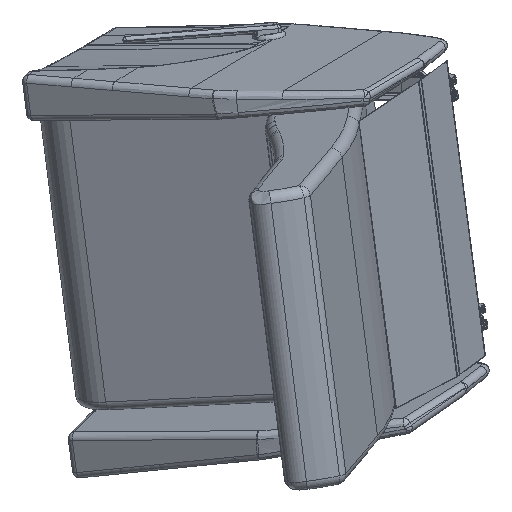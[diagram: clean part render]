
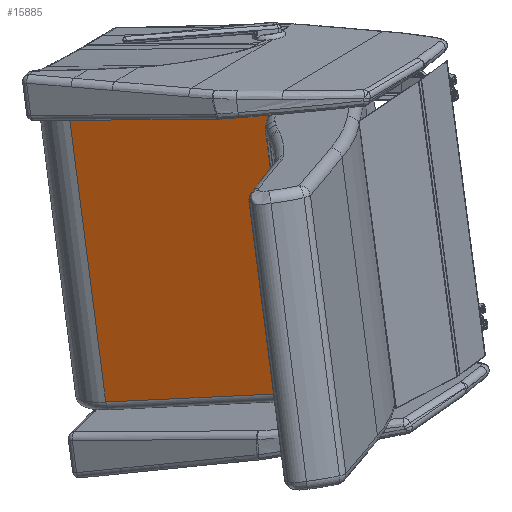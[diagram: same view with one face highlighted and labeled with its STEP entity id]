
A CAD part, isometric view. The second image highlights one B-rep face of the part: STEP entity #15885.
In plain terms, the highlighted face is planar.
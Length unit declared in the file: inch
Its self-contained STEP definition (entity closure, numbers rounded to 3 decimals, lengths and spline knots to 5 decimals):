
#836=PLANE('',#17219);
#1508=LINE('',#27080,#2738);
#1514=LINE('',#27099,#2744);
#1515=LINE('',#27101,#2745);
#1516=LINE('',#27102,#2746);
#2738=VECTOR('',#19201,0.3937);
#2744=VECTOR('',#19225,0.3937);
#2745=VECTOR('',#19226,0.3937);
#2746=VECTOR('',#19227,0.3937);
#4303=FACE_OUTER_BOUND('',#5241,.T.);
#5241=EDGE_LOOP('',(#11593,#11594,#11595,#11596));
#7265=VERTEX_POINT('',#27077);
#7266=VERTEX_POINT('',#27079);
#7270=VERTEX_POINT('',#27098);
#7271=VERTEX_POINT('',#27100);
#8892=EDGE_CURVE('',#7265,#7266,#1508,.T.);
#8902=EDGE_CURVE('',#7265,#7270,#1514,.T.);
#8903=EDGE_CURVE('',#7271,#7270,#1515,.T.);
#8904=EDGE_CURVE('',#7266,#7271,#1516,.T.);
#11593=ORIENTED_EDGE('',*,*,#8892,.F.);
#11594=ORIENTED_EDGE('',*,*,#8902,.T.);
#11595=ORIENTED_EDGE('',*,*,#8903,.F.);
#11596=ORIENTED_EDGE('',*,*,#8904,.F.);
#15885=ADVANCED_FACE('',(#4303),#836,.T.);
#17219=AXIS2_PLACEMENT_3D('',#27097,#19223,#19224);
#19201=DIRECTION('',(0.,-1.,0.));
#19223=DIRECTION('center_axis',(-1.,0.,0.));
#19224=DIRECTION('ref_axis',(0.,1.,0.));
#19225=DIRECTION('',(0.,0.,-1.));
#19226=DIRECTION('',(0.,1.,0.));
#19227=DIRECTION('',(0.,0.,-1.));
#27077=CARTESIAN_POINT('',(0.06328,23.50199,-0.75));
#27079=CARTESIAN_POINT('',(0.06328,3.00199,-0.75));
#27080=CARTESIAN_POINT('',(0.06328,12.10103,-0.75));
#27097=CARTESIAN_POINT('Origin',(0.06328,11.62499,0.));
#27098=CARTESIAN_POINT('',(0.06328,23.50199,-22.25));
#27099=CARTESIAN_POINT('',(0.06328,23.50199,0.));
#27100=CARTESIAN_POINT('',(0.06328,3.00199,-22.25));
#27101=CARTESIAN_POINT('',(0.06328,12.10103,-22.25));
#27102=CARTESIAN_POINT('',(0.06328,3.00199,0.));
